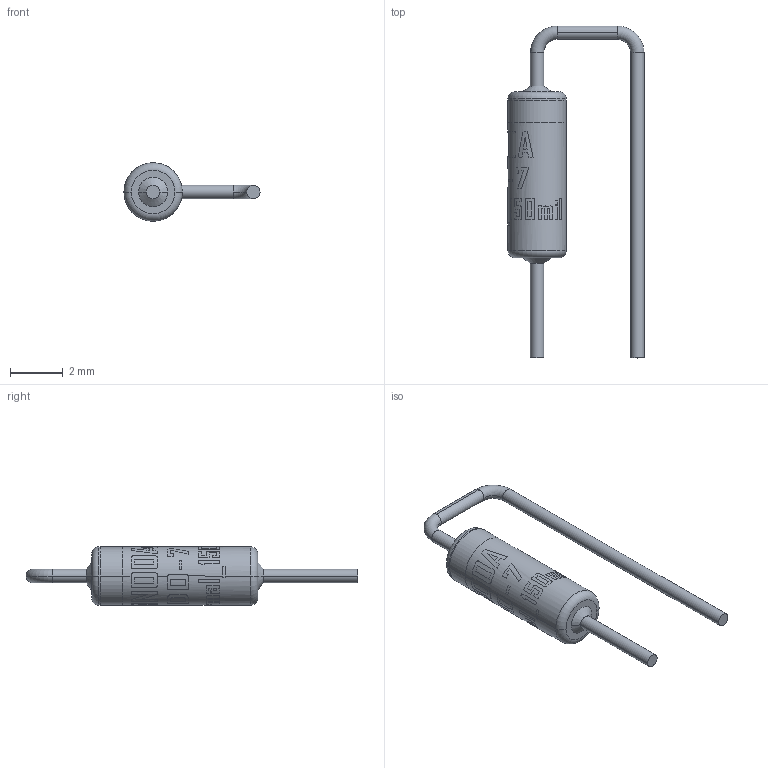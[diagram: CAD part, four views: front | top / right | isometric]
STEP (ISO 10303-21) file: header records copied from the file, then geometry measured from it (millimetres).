
FILE_DESCRIPTION (( 'STEP AP214' ), '1' );
FILE_NAME ('DO-7_Normal_150mil_rev1.0.STEP', '2023-03-16T20:16:05', ( '' ), ( '' ), 'SwSTEP 2.0', 'SolidWorks 2020', '' );
FILE_SCHEMA (( 'AUTOMOTIVE_DESIGN' ));
Length unit declared in the file: millimetre
Products named in the file (1): DO-7_Normal_150mil_rev1.0
Bounding box: 5.17 x 12.62 x 2.21 mm (x, y, z)
Volume: 23.9 mm3; surface area: 119.1 mm2
Topology: 4 solids, 4 shells, 65 faces, 318 edges, 289 vertices
Faces by surface type: cylinder 45, torus 8, plane 8, cone 4
Entity records: 4614 total; most frequent: CARTESIAN_POINT 1136, ORIENTED_EDGE 636, DIRECTION 501, EDGE_CURVE 318, VERTEX_POINT 289, AXIS2_PLACEMENT_3D 197, CIRCLE 131, VECTOR 107
